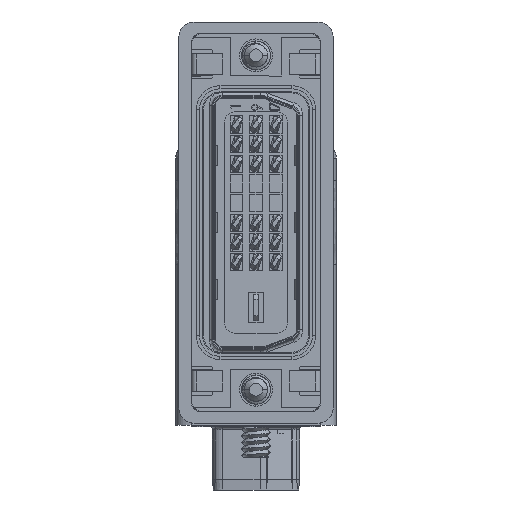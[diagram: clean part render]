
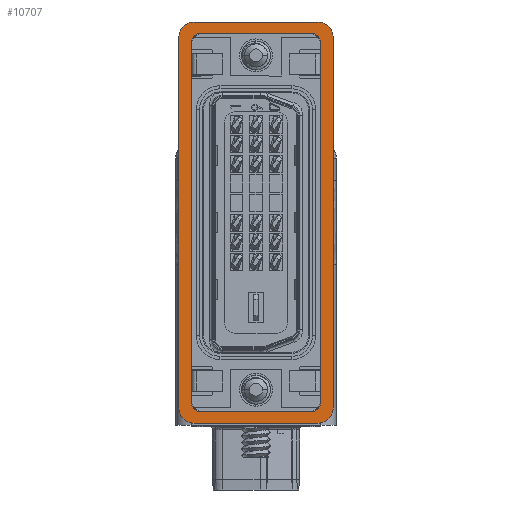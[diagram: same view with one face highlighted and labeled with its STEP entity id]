
A CAD part, left-side view. The second image highlights one B-rep face of the part: STEP entity #10707.
In plain terms, the highlighted face is planar.
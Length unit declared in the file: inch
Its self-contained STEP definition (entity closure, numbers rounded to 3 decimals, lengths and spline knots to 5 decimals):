
#874 = DIRECTION ( 'NONE',  ( 0., 0., -1. ) ) ;
#1284 = ORIENTED_EDGE ( 'NONE', *, *, #46724, .F. ) ;
#1639 = AXIS2_PLACEMENT_3D ( 'NONE', #14141, #13850, #13546 ) ;
#2047 = DIRECTION ( 'NONE',  ( 0., 1., 0. ) ) ;
#2635 = CARTESIAN_POINT ( 'NONE',  ( -0.72441, -0.20866, 0. ) ) ;
#2654 = CARTESIAN_POINT ( 'NONE',  ( 0.76772, 0.29528, 0. ) ) ;
#2886 = CARTESIAN_POINT ( 'NONE',  ( 0.76772, 0.29528, 0. ) ) ;
#3981 = CARTESIAN_POINT ( 'NONE',  ( -0.72441, 0.20866, 0. ) ) ;
#4611 = DIRECTION ( 'NONE',  ( 1., 0., 0. ) ) ;
#4861 = VERTEX_POINT ( 'NONE', #84094 ) ;
#4923 = VERTEX_POINT ( 'NONE', #28792 ) ;
#4927 = DIRECTION ( 'NONE',  ( 0., 0., -1. ) ) ;
#5253 = CARTESIAN_POINT ( 'NONE',  ( 0.72441, -0.20866, 0. ) ) ;
#7776 = CARTESIAN_POINT ( 'NONE',  ( 0.70866, 0.29528, 0. ) ) ;
#7839 = DIRECTION ( 'NONE',  ( 1., 0., 0. ) ) ;
#8080 = EDGE_CURVE ( 'NONE', #55846, #24245, #26319, .T. ) ;
#8615 = ORIENTED_EDGE ( 'NONE', *, *, #60457, .F. ) ;
#8752 = EDGE_CURVE ( 'NONE', #58877, #17832, #78431, .T. ) ;
#10115 = CARTESIAN_POINT ( 'NONE',  ( -0.76772, 0.23622, 0. ) ) ;
#10246 = DIRECTION ( 'NONE',  ( 0., -1., 0. ) ) ;
#10707 = ADVANCED_FACE ( 'NONE', ( #90053, #48653 ), #39273, .T. ) ;
#12273 = VERTEX_POINT ( 'NONE', #7776 ) ;
#13546 = DIRECTION ( 'NONE',  ( -1., 0., 0. ) ) ;
#13850 = DIRECTION ( 'NONE',  ( 0., 0., -1. ) ) ;
#14141 = CARTESIAN_POINT ( 'NONE',  ( -0.70866, -0.23622, 0. ) ) ;
#14577 = DIRECTION ( 'NONE',  ( 0., 0., -1. ) ) ;
#14674 = EDGE_CURVE ( 'NONE', #22606, #25797, #73762, .T. ) ;
#14981 = CARTESIAN_POINT ( 'NONE',  ( -0.68504, -0.20866, 0. ) ) ;
#15975 = CARTESIAN_POINT ( 'NONE',  ( 0.68504, 0.20866, 0. ) ) ;
#16565 = DIRECTION ( 'NONE',  ( 0., 1., 0. ) ) ;
#16973 = ORIENTED_EDGE ( 'NONE', *, *, #70816, .T. ) ;
#17832 = VERTEX_POINT ( 'NONE', #87968 ) ;
#17966 = VECTOR ( 'NONE', #72685, 39.37008 ) ;
#18318 = DIRECTION ( 'NONE',  ( 0., 0., -1. ) ) ;
#20246 = ORIENTED_EDGE ( 'NONE', *, *, #83647, .F. ) ;
#20643 = CARTESIAN_POINT ( 'NONE',  ( -0.68504, -0.24803, 0. ) ) ;
#21437 = ORIENTED_EDGE ( 'NONE', *, *, #62837, .F. ) ;
#21916 = VECTOR ( 'NONE', #16565, 39.37008 ) ;
#22606 = VERTEX_POINT ( 'NONE', #86866 ) ;
#23057 = CIRCLE ( 'NONE', #85992, 0.05906 ) ;
#23486 = CARTESIAN_POINT ( 'NONE',  ( -0.70866, 0.23622, 0. ) ) ;
#24245 = VERTEX_POINT ( 'NONE', #3981 ) ;
#24970 = VERTEX_POINT ( 'NONE', #50273 ) ;
#25090 = CIRCLE ( 'NONE', #60683, 0.05906 ) ;
#25797 = VERTEX_POINT ( 'NONE', #20643 ) ;
#26319 = LINE ( 'NONE', #2635, #21916 ) ;
#27264 = CIRCLE ( 'NONE', #51035, 0.03937 ) ;
#27541 = ORIENTED_EDGE ( 'NONE', *, *, #8752, .F. ) ;
#27733 = VERTEX_POINT ( 'NONE', #10115 ) ;
#28020 = ORIENTED_EDGE ( 'NONE', *, *, #59067, .T. ) ;
#28240 = LINE ( 'NONE', #5253, #34749 ) ;
#28559 = CIRCLE ( 'NONE', #81952, 0.03937 ) ;
#28792 = CARTESIAN_POINT ( 'NONE',  ( -0.70866, 0.29528, 0. ) ) ;
#29421 = CARTESIAN_POINT ( 'NONE',  ( -0.68504, 0.24803, 0. ) ) ;
#29785 = ORIENTED_EDGE ( 'NONE', *, *, #77493, .F. ) ;
#30259 = VECTOR ( 'NONE', #88895, 39.37008 ) ;
#30392 = CARTESIAN_POINT ( 'NONE',  ( 0.70866, -0.23622, 0. ) ) ;
#30877 = CARTESIAN_POINT ( 'NONE',  ( -0.76772, 0.29528, 0. ) ) ;
#31595 = CARTESIAN_POINT ( 'NONE',  ( -0.70866, -0.29528, 0. ) ) ;
#32192 = LINE ( 'NONE', #2654, #59355 ) ;
#32991 = DIRECTION ( 'NONE',  ( 1., 0., 0. ) ) ;
#33449 = EDGE_CURVE ( 'NONE', #24245, #85310, #28559, .T. ) ;
#34749 = VECTOR ( 'NONE', #60158, 39.37008 ) ;
#35897 = DIRECTION ( 'NONE',  ( -1., 0., 0. ) ) ;
#36834 = AXIS2_PLACEMENT_3D ( 'NONE', #14981, #50420, #35897 ) ;
#38784 = LINE ( 'NONE', #54629, #43143 ) ;
#39273 = PLANE ( 'NONE',  #86616 ) ;
#39471 = CARTESIAN_POINT ( 'NONE',  ( -0.68504, 0.20866, 0. ) ) ;
#39641 = VERTEX_POINT ( 'NONE', #54621 ) ;
#40494 = CIRCLE ( 'NONE', #1639, 0.05906 ) ;
#40965 = DIRECTION ( 'NONE',  ( 1., 0., 0. ) ) ;
#41483 = EDGE_LOOP ( 'NONE', ( #81144, #28020, #8615, #65013, #27541, #51773, #29785, #16973 ) ) ;
#41697 = VERTEX_POINT ( 'NONE', #62179 ) ;
#43143 = VECTOR ( 'NONE', #40965, 39.37008 ) ;
#44639 = DIRECTION ( 'NONE',  ( 0., 0., -1. ) ) ;
#44759 = DIRECTION ( 'NONE',  ( -1., 0., 0. ) ) ;
#45447 = CIRCLE ( 'NONE', #36834, 0.03937 ) ;
#46247 = DIRECTION ( 'NONE',  ( -1., 0., 0. ) ) ;
#46724 = EDGE_CURVE ( 'NONE', #76833, #24970, #28240, .T. ) ;
#46983 = CARTESIAN_POINT ( 'NONE',  ( -0.72441, -0.20866, 0. ) ) ;
#48420 = ORIENTED_EDGE ( 'NONE', *, *, #86314, .F. ) ;
#48653 = FACE_OUTER_BOUND ( 'NONE', #41483, .T. ) ;
#49135 = CARTESIAN_POINT ( 'NONE',  ( 0.68504, -0.20866, 0. ) ) ;
#50273 = CARTESIAN_POINT ( 'NONE',  ( 0.72441, -0.20866, 0. ) ) ;
#50420 = DIRECTION ( 'NONE',  ( 0., 0., -1. ) ) ;
#51035 = AXIS2_PLACEMENT_3D ( 'NONE', #49135, #14577, #63165 ) ;
#51773 = ORIENTED_EDGE ( 'NONE', *, *, #70579, .T. ) ;
#52817 = DIRECTION ( 'NONE',  ( 0., 0., -1. ) ) ;
#54621 = CARTESIAN_POINT ( 'NONE',  ( 0.76772, 0.23622, 0. ) ) ;
#54629 = CARTESIAN_POINT ( 'NONE',  ( 0.52165, 0.24803, 0. ) ) ;
#55846 = VERTEX_POINT ( 'NONE', #46983 ) ;
#58877 = VERTEX_POINT ( 'NONE', #31595 ) ;
#59067 = EDGE_CURVE ( 'NONE', #12273, #39641, #25090, .T. ) ;
#59355 = VECTOR ( 'NONE', #2047, 39.37008 ) ;
#59945 = CARTESIAN_POINT ( 'NONE',  ( 0.76772, -0.29528, 0. ) ) ;
#60158 = DIRECTION ( 'NONE',  ( 0., -1., 0. ) ) ;
#60457 = EDGE_CURVE ( 'NONE', #41697, #39641, #32192, .T. ) ;
#60683 = AXIS2_PLACEMENT_3D ( 'NONE', #81708, #52817, #61036 ) ;
#60855 = EDGE_CURVE ( 'NONE', #12273, #4923, #73424, .T. ) ;
#61036 = DIRECTION ( 'NONE',  ( -1., 0., 0. ) ) ;
#62179 = CARTESIAN_POINT ( 'NONE',  ( 0.76772, -0.23622, 0. ) ) ;
#62837 = EDGE_CURVE ( 'NONE', #24970, #22606, #27264, .T. ) ;
#63165 = DIRECTION ( 'NONE',  ( 1., 0., 0. ) ) ;
#65013 = ORIENTED_EDGE ( 'NONE', *, *, #65510, .T. ) ;
#65019 = DIRECTION ( 'NONE',  ( -1., 0., 0. ) ) ;
#65510 = EDGE_CURVE ( 'NONE', #41697, #17832, #68729, .T. ) ;
#67646 = CARTESIAN_POINT ( 'NONE',  ( 0.76772, -0.29528, 0. ) ) ;
#68176 = AXIS2_PLACEMENT_3D ( 'NONE', #15975, #874, #7839 ) ;
#68729 = CIRCLE ( 'NONE', #71023, 0.05906 ) ;
#70091 = VECTOR ( 'NONE', #10246, 39.37008 ) ;
#70579 = EDGE_CURVE ( 'NONE', #58877, #4861, #40494, .T. ) ;
#70816 = EDGE_CURVE ( 'NONE', #27733, #4923, #23057, .T. ) ;
#71023 = AXIS2_PLACEMENT_3D ( 'NONE', #30392, #44639, #65019 ) ;
#72097 = DIRECTION ( 'NONE',  ( 0., 0., -1. ) ) ;
#72649 = CIRCLE ( 'NONE', #68176, 0.03937 ) ;
#72685 = DIRECTION ( 'NONE',  ( -1., 0., 0. ) ) ;
#73424 = LINE ( 'NONE', #2886, #17966 ) ;
#73762 = LINE ( 'NONE', #89189, #30259 ) ;
#73986 = VECTOR ( 'NONE', #32991, 39.37008 ) ;
#75524 = LINE ( 'NONE', #30877, #70091 ) ;
#76324 = EDGE_CURVE ( 'NONE', #85310, #86809, #38784, .T. ) ;
#76833 = VERTEX_POINT ( 'NONE', #81913 ) ;
#77493 = EDGE_CURVE ( 'NONE', #27733, #4861, #75524, .T. ) ;
#77509 = ORIENTED_EDGE ( 'NONE', *, *, #8080, .F. ) ;
#78431 = LINE ( 'NONE', #67646, #73986 ) ;
#81144 = ORIENTED_EDGE ( 'NONE', *, *, #60855, .F. ) ;
#81708 = CARTESIAN_POINT ( 'NONE',  ( 0.70866, 0.23622, 0. ) ) ;
#81730 = CARTESIAN_POINT ( 'NONE',  ( 0.68504, 0.24803, 0. ) ) ;
#81913 = CARTESIAN_POINT ( 'NONE',  ( 0.72441, 0.20866, 0. ) ) ;
#81952 = AXIS2_PLACEMENT_3D ( 'NONE', #39471, #4927, #4611 ) ;
#82571 = EDGE_LOOP ( 'NONE', ( #89142, #85009, #77509, #48420, #89878, #21437, #1284, #20246 ) ) ;
#83647 = EDGE_CURVE ( 'NONE', #86809, #76833, #72649, .T. ) ;
#84094 = CARTESIAN_POINT ( 'NONE',  ( -0.76772, -0.23622, 0. ) ) ;
#85009 = ORIENTED_EDGE ( 'NONE', *, *, #33449, .F. ) ;
#85310 = VERTEX_POINT ( 'NONE', #29421 ) ;
#85992 = AXIS2_PLACEMENT_3D ( 'NONE', #23486, #72097, #44759 ) ;
#86314 = EDGE_CURVE ( 'NONE', #25797, #55846, #45447, .T. ) ;
#86616 = AXIS2_PLACEMENT_3D ( 'NONE', #59945, #18318, #46247 ) ;
#86809 = VERTEX_POINT ( 'NONE', #81730 ) ;
#86866 = CARTESIAN_POINT ( 'NONE',  ( 0.68504, -0.24803, 0. ) ) ;
#87968 = CARTESIAN_POINT ( 'NONE',  ( 0.70866, -0.29528, 0. ) ) ;
#88895 = DIRECTION ( 'NONE',  ( -1., 0., 0. ) ) ;
#89142 = ORIENTED_EDGE ( 'NONE', *, *, #76324, .F. ) ;
#89189 = CARTESIAN_POINT ( 'NONE',  ( 0.52165, -0.24803, 0. ) ) ;
#89878 = ORIENTED_EDGE ( 'NONE', *, *, #14674, .F. ) ;
#90053 = FACE_BOUND ( 'NONE', #82571, .T. ) ;
